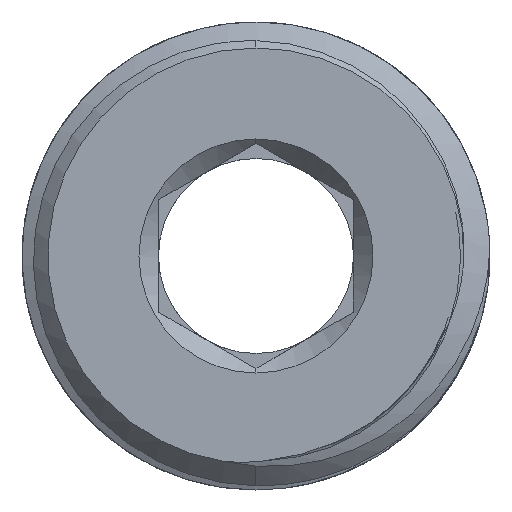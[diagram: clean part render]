
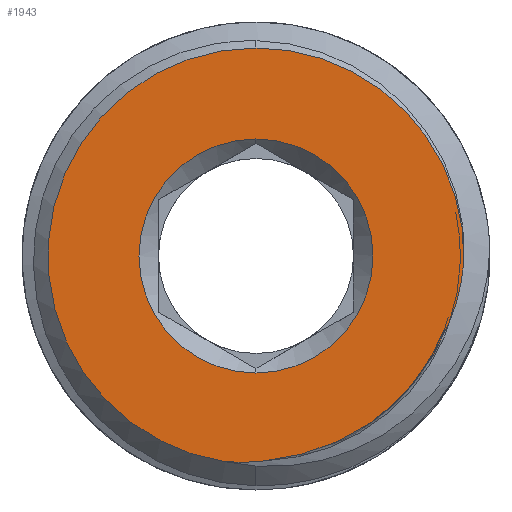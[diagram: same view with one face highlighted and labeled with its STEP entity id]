
A CAD part, front view. The second image highlights one B-rep face of the part: STEP entity #1943.
In plain terms, the highlighted planar face has unit normal (0, -1, 0).
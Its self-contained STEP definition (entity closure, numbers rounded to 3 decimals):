
#1649 = ORIENTED_EDGE ( 'NONE', *, *, #42995, .F. ) ;
#1789 = DIRECTION ( 'NONE',  ( 0., 0., 1. ) ) ;
#1943 = ADVANCED_FACE ( 'NONE', ( #15381, #6123 ), #46988, .F. ) ;
#1962 = VERTEX_POINT ( 'NONE', #11040 ) ;
#3489 = CARTESIAN_POINT ( 'NONE',  ( 6.063, 2., -1.776 ) ) ;
#3814 = ORIENTED_EDGE ( 'NONE', *, *, #56767, .F. ) ;
#4038 = EDGE_LOOP ( 'NONE', ( #23679, #45522 ) ) ;
#4620 = CARTESIAN_POINT ( 'NONE',  ( 0., 2., -3.6 ) ) ;
#6123 = FACE_OUTER_BOUND ( 'NONE', #49752, .T. ) ;
#6156 = DIRECTION ( 'NONE',  ( 0., -1., 0. ) ) ;
#6942 = VERTEX_POINT ( 'NONE', #48584 ) ;
#6985 = CARTESIAN_POINT ( 'NONE',  ( 0., 2., 0. ) ) ;
#7503 = AXIS2_PLACEMENT_3D ( 'NONE', #45951, #42186, #33478 ) ;
#7909 = CARTESIAN_POINT ( 'NONE',  ( 4.072, 2., -4.709 ) ) ;
#7929 = CARTESIAN_POINT ( 'NONE',  ( 0.834, 2., -6.227 ) ) ;
#9657 = DIRECTION ( 'NONE',  ( 0., 0., 1. ) ) ;
#11040 = CARTESIAN_POINT ( 'NONE',  ( 4.072, 2., -4.709 ) ) ;
#11439 = CIRCLE ( 'NONE', #36405, 3.6 ) ;
#11620 = CARTESIAN_POINT ( 'NONE',  ( 5.935, 2., -2.085 ) ) ;
#12465 = EDGE_CURVE ( 'NONE', #38343, #1962, #56498, .T. ) ;
#12553 = CARTESIAN_POINT ( 'NONE',  ( 5.935, 2., -2.085 ) ) ;
#14801 = B_SPLINE_CURVE_WITH_KNOTS ( 'NONE', 3,
 ( #29592, #33658, #43211, #29026, #3489, #11620 ),
 .UNSPECIFIED., .F., .F.,
 ( 4, 2, 4 ),
 ( 0.008, 0.009, 0.01 ),
 .UNSPECIFIED. ) ;
#15381 = FACE_BOUND ( 'NONE', #4038, .T. ) ;
#15765 = CARTESIAN_POINT ( 'NONE',  ( 1.687, 2., -6.022 ) ) ;
#16163 = AXIS2_PLACEMENT_3D ( 'NONE', #27478, #21760, #48136 ) ;
#16319 = CARTESIAN_POINT ( 'NONE',  ( 5.47, 2., -3.065 ) ) ;
#16767 = CIRCLE ( 'NONE', #7503, 6.4 ) ;
#16897 = AXIS2_PLACEMENT_3D ( 'NONE', #51046, #19740, #24096 ) ;
#16976 = CIRCLE ( 'NONE', #56790, 3.6 ) ;
#17080 = CIRCLE ( 'NONE', #50443, 6.4 ) ;
#18508 = ORIENTED_EDGE ( 'NONE', *, *, #35944, .T. ) ;
#19740 = DIRECTION ( 'NONE',  ( 0., 1., 0. ) ) ;
#21760 = DIRECTION ( 'NONE',  ( 0., 1., 0. ) ) ;
#22038 = EDGE_CURVE ( 'NONE', #52072, #46082, #11439, .T. ) ;
#23679 = ORIENTED_EDGE ( 'NONE', *, *, #22038, .F. ) ;
#23819 = DIRECTION ( 'NONE',  ( 0., -1., 0. ) ) ;
#23867 = EDGE_CURVE ( 'NONE', #46082, #52072, #16976, .T. ) ;
#24096 = DIRECTION ( 'NONE',  ( 0., 0., 1. ) ) ;
#24250 = CARTESIAN_POINT ( 'NONE',  ( 0., 2., 0. ) ) ;
#24478 = CARTESIAN_POINT ( 'NONE',  ( 3.52, 2., -5.134 ) ) ;
#25105 = CARTESIAN_POINT ( 'NONE',  ( 5.935, 2., -2.085 ) ) ;
#25600 = CARTESIAN_POINT ( 'NONE',  ( 5.726, 2., -2.585 ) ) ;
#25910 = CARTESIAN_POINT ( 'NONE',  ( 0.254, 2., -6.305 ) ) ;
#26642 = VERTEX_POINT ( 'NONE', #32686 ) ;
#27038 = CARTESIAN_POINT ( 'NONE',  ( 0., 2., 6.4 ) ) ;
#27478 = CARTESIAN_POINT ( 'NONE',  ( 0., 2., 0. ) ) ;
#29026 = CARTESIAN_POINT ( 'NONE',  ( 6.167, 2., -1.459 ) ) ;
#29592 = CARTESIAN_POINT ( 'NONE',  ( 6.398, 2., -0.148 ) ) ;
#29704 = CARTESIAN_POINT ( 'NONE',  ( -0.538, 2., -6.359 ) ) ;
#29778 = VERTEX_POINT ( 'NONE', #36999 ) ;
#30052 = ORIENTED_EDGE ( 'NONE', *, *, #33700, .F. ) ;
#30991 = VERTEX_POINT ( 'NONE', #27038 ) ;
#32686 = CARTESIAN_POINT ( 'NONE',  ( 6.398, 2., -0.148 ) ) ;
#32783 = CARTESIAN_POINT ( 'NONE',  ( -0.931, 2., -6.332 ) ) ;
#33231 = DIRECTION ( 'NONE',  ( 0., -1., 0. ) ) ;
#33460 = CARTESIAN_POINT ( 'NONE',  ( 1.405, 2., -6.102 ) ) ;
#33478 = DIRECTION ( 'NONE',  ( 0., 0., -1. ) ) ;
#33658 = CARTESIAN_POINT ( 'NONE',  ( 6.373, 2., -0.478 ) ) ;
#33700 = EDGE_CURVE ( 'NONE', #26642, #38343, #14801, .T. ) ;
#33770 = CARTESIAN_POINT ( 'NONE',  ( -0.143, 2., -6.351 ) ) ;
#34914 = ORIENTED_EDGE ( 'NONE', *, *, #12465, .F. ) ;
#35944 = EDGE_CURVE ( 'NONE', #26642, #30991, #16767, .T. ) ;
#36405 = AXIS2_PLACEMENT_3D ( 'NONE', #41529, #6156, #9657 ) ;
#36999 = CARTESIAN_POINT ( 'NONE',  ( 0.254, 2., -6.305 ) ) ;
#38343 = VERTEX_POINT ( 'NONE', #25105 ) ;
#38387 = CARTESIAN_POINT ( 'NONE',  ( 0.544, 2., -6.271 ) ) ;
#39117 = ORIENTED_EDGE ( 'NONE', *, *, #46196, .T. ) ;
#41529 = CARTESIAN_POINT ( 'NONE',  ( 0., 2., 0. ) ) ;
#42086 = CIRCLE ( 'NONE', #16163, 6.225 ) ;
#42167 = CARTESIAN_POINT ( 'NONE',  ( 3.038, 2., -5.465 ) ) ;
#42186 = DIRECTION ( 'NONE',  ( 0., -1., 0. ) ) ;
#42995 = EDGE_CURVE ( 'NONE', #29778, #53551, #46692, .T. ) ;
#43211 = CARTESIAN_POINT ( 'NONE',  ( 6.322, 2., -0.81 ) ) ;
#45459 = EDGE_CURVE ( 'NONE', #1962, #6942, #42086, .T. ) ;
#45522 = ORIENTED_EDGE ( 'NONE', *, *, #23867, .F. ) ;
#45951 = CARTESIAN_POINT ( 'NONE',  ( 0., 2., 0. ) ) ;
#46082 = VERTEX_POINT ( 'NONE', #50918 ) ;
#46196 = EDGE_CURVE ( 'NONE', #30991, #53551, #17080, .T. ) ;
#46576 = B_SPLINE_CURVE_WITH_KNOTS ( 'NONE', 3,
 ( #24478, #42167, #55482, #15765, #33460, #7929, #38387, #25910 ),
 .UNSPECIFIED., .F., .F.,
 ( 4, 2, 2, 4 ),
 ( 0., 0.002, 0.003, 0.004 ),
 .UNSPECIFIED. ) ;
#46692 = B_SPLINE_CURVE_WITH_KNOTS ( 'NONE', 3,
 ( #51165, #33770, #29704, #47388 ),
 .UNSPECIFIED., .F., .F.,
 ( 4, 4 ),
 ( 0., 0.001 ),
 .UNSPECIFIED. ) ;
#46988 = PLANE ( 'NONE',  #16897 ) ;
#47388 = CARTESIAN_POINT ( 'NONE',  ( -0.931, 2., -6.332 ) ) ;
#48136 = DIRECTION ( 'NONE',  ( 0., 0., 1. ) ) ;
#48210 = CARTESIAN_POINT ( 'NONE',  ( 4.846, 2., -3.95 ) ) ;
#48584 = CARTESIAN_POINT ( 'NONE',  ( 3.52, 2., -5.134 ) ) ;
#49323 = ORIENTED_EDGE ( 'NONE', *, *, #45459, .F. ) ;
#49752 = EDGE_LOOP ( 'NONE', ( #30052, #18508, #39117, #1649, #3814, #49323, #34914 ) ) ;
#50443 = AXIS2_PLACEMENT_3D ( 'NONE', #24250, #33231, #55543 ) ;
#50918 = CARTESIAN_POINT ( 'NONE',  ( 0., 2., 3.6 ) ) ;
#51046 = CARTESIAN_POINT ( 'NONE',  ( -6.4, 2., 0. ) ) ;
#51165 = CARTESIAN_POINT ( 'NONE',  ( 0.254, 2., -6.305 ) ) ;
#52072 = VERTEX_POINT ( 'NONE', #4620 ) ;
#53551 = VERTEX_POINT ( 'NONE', #32783 ) ;
#55482 = CARTESIAN_POINT ( 'NONE',  ( 2.513, 2., -5.73 ) ) ;
#55543 = DIRECTION ( 'NONE',  ( 0., 0., -1. ) ) ;
#56498 = B_SPLINE_CURVE_WITH_KNOTS ( 'NONE', 3,
 ( #12553, #25600, #16319, #48210, #57189, #7909 ),
 .UNSPECIFIED., .F., .F.,
 ( 4, 2, 4 ),
 ( 0., 0.002, 0.003 ),
 .UNSPECIFIED. ) ;
#56767 = EDGE_CURVE ( 'NONE', #6942, #29778, #46576, .T. ) ;
#56790 = AXIS2_PLACEMENT_3D ( 'NONE', #6985, #23819, #1789 ) ;
#57189 = CARTESIAN_POINT ( 'NONE',  ( 4.481, 2., -4.354 ) ) ;
